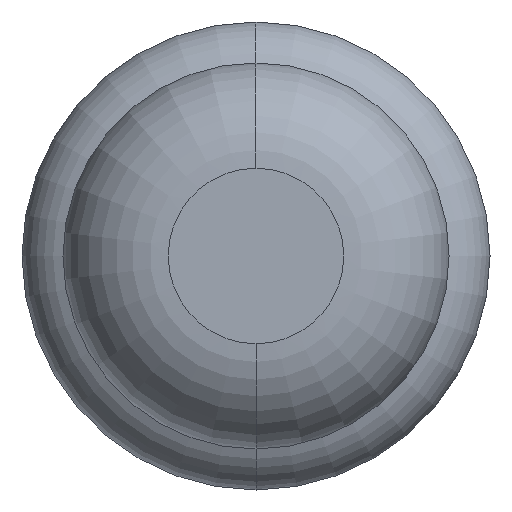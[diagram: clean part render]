
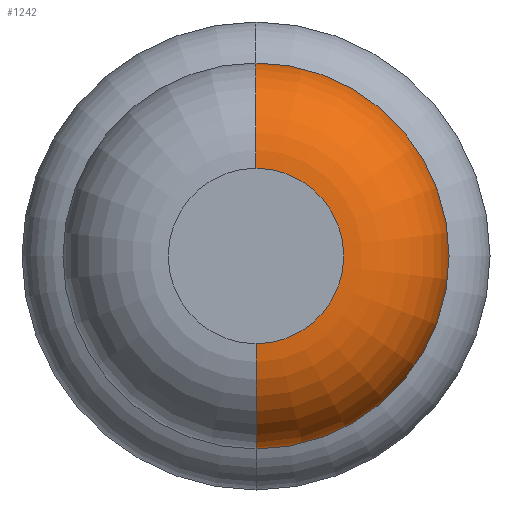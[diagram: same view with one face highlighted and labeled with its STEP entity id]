
A CAD part, front view. The second image highlights one B-rep face of the part: STEP entity #1242.
In plain terms, the highlighted toroidal (fillet/blend) face has major radius 0.375 mm and minor radius 0.45 mm.
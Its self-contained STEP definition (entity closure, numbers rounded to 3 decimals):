
#111 = ORIENTED_EDGE ( 'NONE', *, *, #1616, .F. ) ;
#136 = VERTEX_POINT ( 'NONE', #3467 ) ;
#427 = DIRECTION ( 'NONE',  ( -1., 0., 0. ) ) ;
#480 = VERTEX_POINT ( 'NONE', #3719 ) ;
#490 = DIRECTION ( 'NONE',  ( 0., 0., 1. ) ) ;
#495 = CARTESIAN_POINT ( 'NONE',  ( 0., -23.55, -0.375 ) ) ;
#751 = ORIENTED_EDGE ( 'NONE', *, *, #2936, .F. ) ;
#1151 = DIRECTION ( 'NONE',  ( 1., 0., 0. ) ) ;
#1228 = VERTEX_POINT ( 'NONE', #1881 ) ;
#1242 = ADVANCED_FACE ( 'Defeature ausgef�hrt1_6', ( #1571 ), #2092, .T. ) ;
#1254 = CIRCLE ( 'NONE', #1602, 0.375 ) ;
#1405 = DIRECTION ( 'NONE',  ( 0., 1., 0. ) ) ;
#1442 = CARTESIAN_POINT ( 'NONE',  ( 0., -23.55, 0. ) ) ;
#1470 = DIRECTION ( 'NONE',  ( 0., 0., -1. ) ) ;
#1571 = FACE_OUTER_BOUND ( 'NONE', #2397, .T. ) ;
#1602 = AXIS2_PLACEMENT_3D ( 'NONE', #2819, #1927, #1939 ) ;
#1616 = EDGE_CURVE ( 'NONE', #136, #1715, #3393, .T. ) ;
#1665 = AXIS2_PLACEMENT_3D ( 'NONE', #1935, #2827, #2210 ) ;
#1715 = VERTEX_POINT ( 'NONE', #3517 ) ;
#1881 = CARTESIAN_POINT ( 'NONE',  ( 0., -23.55, -0.825 ) ) ;
#1916 = EDGE_CURVE ( 'Defeature ausgef�hrt1_6+Defeature ausgef�hrt1_5+Defeature ausgef�hrt1_5+Defeature ausgef�hrt1_5', #136, #480, #1254, .T. ) ;
#1927 = DIRECTION ( 'NONE',  ( 0., 1., 0. ) ) ;
#1935 = CARTESIAN_POINT ( 'NONE',  ( 0., -23.55, 0. ) ) ;
#1939 = DIRECTION ( 'NONE',  ( 0., 0., 1. ) ) ;
#1977 = AXIS2_PLACEMENT_3D ( 'NONE', #495, #1151, #1470 ) ;
#2037 = DIRECTION ( 'NONE',  ( 0., 0., 1. ) ) ;
#2092 = TOROIDAL_SURFACE ( 'NONE', #1665, 0.375, 0.45 ) ;
#2119 = ORIENTED_EDGE ( 'NONE', *, *, #1916, .T. ) ;
#2121 = EDGE_CURVE ( 'NONE', #480, #1228, #2782, .T. ) ;
#2210 = DIRECTION ( 'NONE',  ( 0., 0., 1. ) ) ;
#2371 = AXIS2_PLACEMENT_3D ( 'NONE', #1442, #1405, #2037 ) ;
#2397 = EDGE_LOOP ( 'NONE', ( #2119, #3552, #751, #111 ) ) ;
#2782 = CIRCLE ( 'NONE', #1977, 0.45 ) ;
#2819 = CARTESIAN_POINT ( 'NONE',  ( 0., -24., 0. ) ) ;
#2827 = DIRECTION ( 'NONE',  ( 0., 1., 0. ) ) ;
#2936 = EDGE_CURVE ( 'Defeature ausgef�hrt1_7+Defeature ausgef�hrt1_6+Defeature ausgef�hrt1_6+Defeature ausgef�hrt1_6', #1715, #1228, #3751, .T. ) ;
#3393 = CIRCLE ( 'NONE', #3472, 0.45 ) ;
#3467 = CARTESIAN_POINT ( 'NONE',  ( 0., -24., 0.375 ) ) ;
#3472 = AXIS2_PLACEMENT_3D ( 'NONE', #3764, #427, #490 ) ;
#3517 = CARTESIAN_POINT ( 'NONE',  ( 0., -23.55, 0.825 ) ) ;
#3552 = ORIENTED_EDGE ( 'NONE', *, *, #2121, .T. ) ;
#3719 = CARTESIAN_POINT ( 'NONE',  ( 0., -24., -0.375 ) ) ;
#3751 = CIRCLE ( 'NONE', #2371, 0.825 ) ;
#3764 = CARTESIAN_POINT ( 'NONE',  ( 0., -23.55, 0.375 ) ) ;
